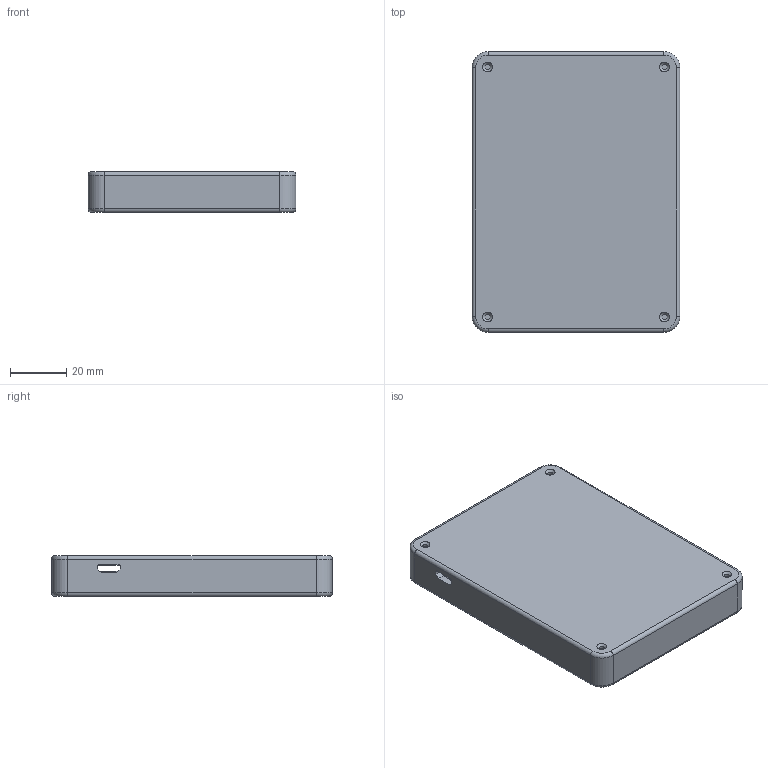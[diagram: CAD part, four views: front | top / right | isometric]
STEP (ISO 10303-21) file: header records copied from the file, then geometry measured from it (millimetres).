
FILE_DESCRIPTION(/* description */ (''),/* implementation_level */ '2;1');
FILE_NAME(/* name */ 'all.step',/* time_stamp */ '2022-12-10T06:37:11-06:00',/* author */ (''),/* organization */ (''),/* preprocessor_version */ 'ST-DEVELOPER v19.2',/* originating_system */ 'Autodesk Translation Framework v11.17.0.187',/* authorisation */ '');
FILE_SCHEMA (('AUTOMOTIVE_DESIGN { 1 0 10303 214 3 1 1 }'));
Length unit declared in the file: millimetre
Products named in the file (1): front_new
Bounding box: 74 x 100 x 14.5 mm (x, y, z)
Volume: 31296.3 mm3; surface area: 40883.6 mm2
Topology: 3 solids, 3 shells, 246 faces, 562 edges, 363 vertices
Faces by surface type: plane 158, cylinder 74, torus 8, cone 6
Full cylindrical faces by diameter (mm): 1.25 x2, 2 x24, 2.5 x1, 3 x9, 4 x16
Entity records: 7027 total; most frequent: DIRECTION 1214, CARTESIAN_POINT 1172, ORIENTED_EDGE 1124, EDGE_CURVE 562, AXIS2_PLACEMENT_3D 405, LINE 404, VECTOR 404, VERTEX_POINT 363
